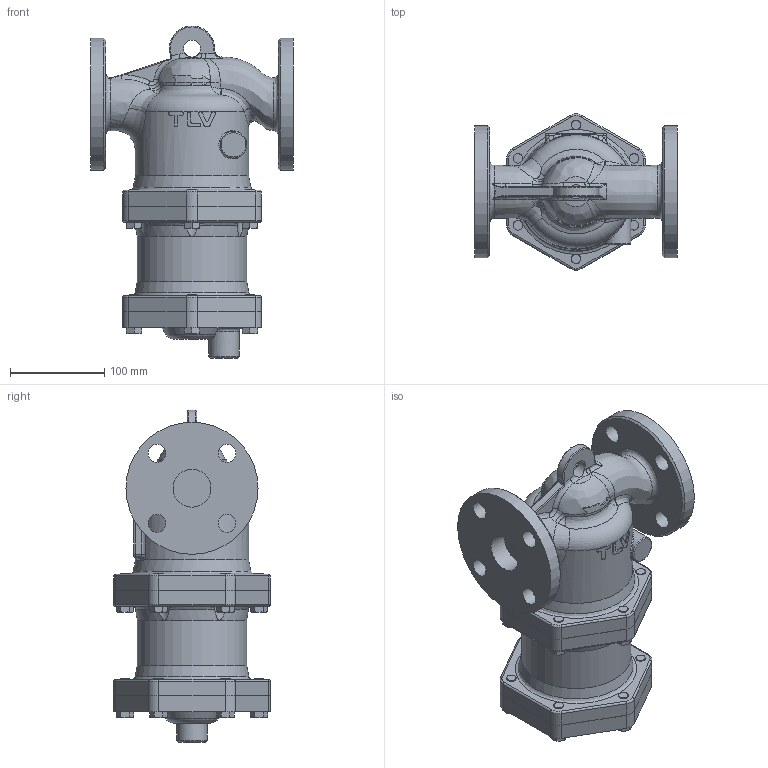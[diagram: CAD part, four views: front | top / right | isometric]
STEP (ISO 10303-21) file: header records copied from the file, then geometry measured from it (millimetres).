
FILE_DESCRIPTION((''),'2;1');
FILE_NAME('dc3s0-040-jis10-00.stp','2010-10-19T15:22:37',('nakaot'),(''),'Autodesk Inventor 2008','Autodesk Inventor 2008','');
FILE_SCHEMA(('AUTOMOTIVE_DESIGN { 1 0 10303 214 1 1 1 1 }'));
Length unit declared in the file: millimetre
Products named in the file (1): dc3s0-040-jis10-00
Bounding box: 215 x 166.02 x 351.97 mm (x, y, z)
Volume: 4118479.2 mm3; surface area: 310427.6 mm2
Topology: 1 solids, 1 shells, 582 faces, 1447 edges, 902 vertices
Faces by surface type: plane 189, bspline 170, cylinder 111, cone 83, torus 27, sphere 2
Full cylindrical faces by diameter (mm): 10 x24, 18 x1, 19 x4, 28 x1, 32 x1, 40 x1, 100 x2, 116 x1, 120 x1, 140 x1
Entity records: 48911 total; most frequent: CARTESIAN_POINT 36762, ORIENTED_EDGE 2674, DIRECTION 2194, EDGE_CURVE 1337, AXIS2_PLACEMENT_3D 913, VERTEX_POINT 865, EDGE_LOOP 732, FACE_OUTER_BOUND 582
